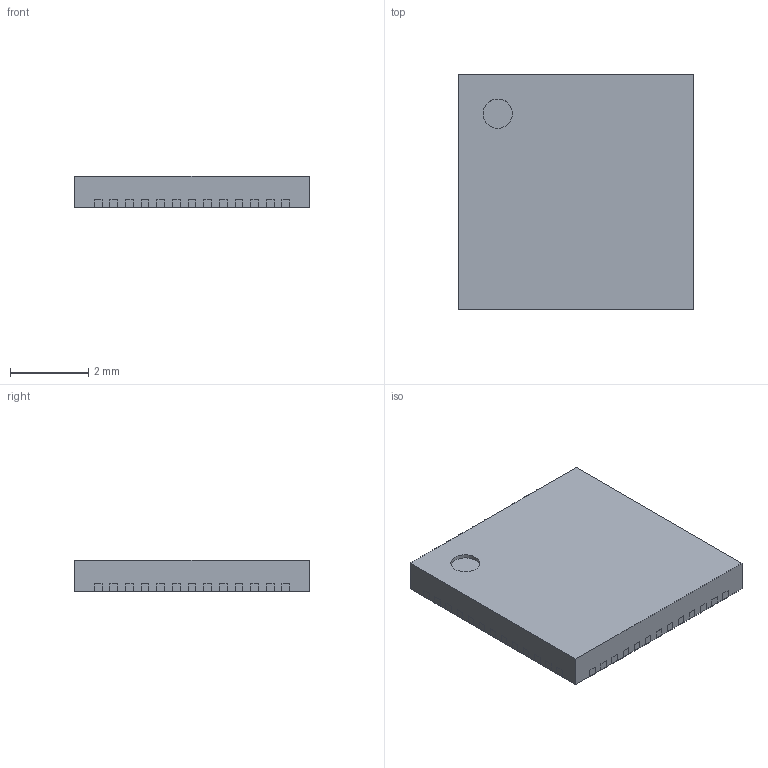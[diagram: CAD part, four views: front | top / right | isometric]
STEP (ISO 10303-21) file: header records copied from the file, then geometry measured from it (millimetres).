
FILE_DESCRIPTION(('Open CASCADE Model'),'2;1');
FILE_NAME('Open CASCADE Shape Model','2024-06-18T22:03:42',('Author'),( 'Open CASCADE'),'Open CASCADE STEP processor 7.5','Open CASCADE 7.5' ,'Unknown');
FILE_SCHEMA(('AUTOMOTIVE_DESIGN { 1 0 10303 214 1 1 1 1 }'));
Length unit declared in the file: millimetre
Products named in the file (7): QFN40P600X600X80_HS-53M.step; Open CASCADE STEP translator 7.5 9.1; Body; Open CASCADE STEP translator 7.5 9.2.1; Thermal Shape; Pin Shape; Open CASCADE STEP translator 7.5 9.4.1
Assembly tree (57 placements, depth 3):
  QFN40P600X600X80_HS-53M.step
    Open CASCADE STEP translator 7.5 9.1
    Body
      Open CASCADE STEP translator 7.5 9.2.1
    Thermal Shape
    Pin Shape  x52
      Open CASCADE STEP translator 7.5 9.4.1
Bounding box: 6 x 6 x 0.8 mm (x, y, z)
Volume: 28.8 mm3; surface area: 144.8 mm2
Topology: 54 solids, 55 shells, 744 faces, 1487 edges, 853 vertices
Faces by surface type: plane 743, cylinder 1
Full cylindrical faces by diameter (mm): 0.75 x1
Entity records: 2073 total; most frequent: DIRECTION 353, CARTESIAN_POINT 303, LINE 168, VECTOR 168, ORIENTED_EDGE 117, PCURVE 117, DEFINITIONAL_REPRESENTATION 117, AXIS2_PLACEMENT_3D 91
